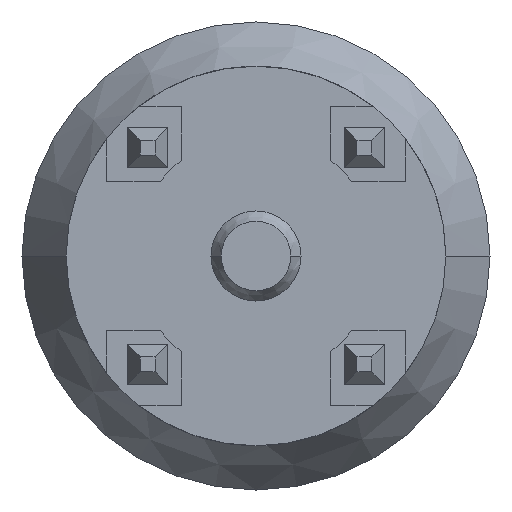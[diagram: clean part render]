
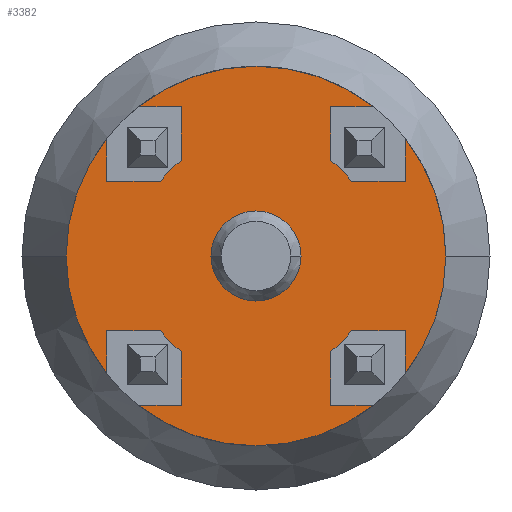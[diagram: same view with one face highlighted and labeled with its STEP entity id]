
A CAD part, left-side view. The second image highlights one B-rep face of the part: STEP entity #3382.
In plain terms, the highlighted planar face has unit normal (-1, 0, 0).
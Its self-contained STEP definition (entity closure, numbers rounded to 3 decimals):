
#32=DIRECTION('',(0.,0.,1.));
#33=VECTOR('',#32,0.998);
#34=CARTESIAN_POINT('',(0.57,3.5,-2.748));
#35=LINE('',#34,#33);
#44=DIRECTION('',(0.,0.,-1.));
#45=VECTOR('',#44,1.257);
#46=CARTESIAN_POINT('',(0.57,-1.75,3.5));
#47=LINE('',#46,#45);
#48=DIRECTION('',(0.,-1.,0.));
#49=VECTOR('',#48,1.257);
#50=CARTESIAN_POINT('',(0.57,-2.243,1.75));
#51=LINE('',#50,#49);
#52=CARTESIAN_POINT('',(0.57,0.,0.));
#53=DIRECTION('',(1.,0.,0.));
#54=DIRECTION('',(0.,-0.787,0.618));
#55=AXIS2_PLACEMENT_3D('',#52,#53,#54);
#57=DIRECTION('',(0.,1.,0.));
#58=VECTOR('',#57,1.257);
#59=CARTESIAN_POINT('',(0.57,-3.5,-1.75));
#60=LINE('',#59,#58);
#61=DIRECTION('',(0.,0.,-1.));
#62=VECTOR('',#61,1.257);
#63=CARTESIAN_POINT('',(0.57,-1.75,-2.243));
#64=LINE('',#63,#62);
#65=CARTESIAN_POINT('',(0.57,0.,0.));
#66=DIRECTION('',(1.,0.,0.));
#67=DIRECTION('',(0.,-0.618,-0.787));
#68=AXIS2_PLACEMENT_3D('',#65,#66,#67);
#70=DIRECTION('',(0.,0.,1.));
#71=VECTOR('',#70,1.257);
#72=CARTESIAN_POINT('',(0.57,1.75,-3.5));
#73=LINE('',#72,#71);
#74=DIRECTION('',(0.,1.,0.));
#75=VECTOR('',#74,1.257);
#76=CARTESIAN_POINT('',(0.57,2.243,-1.75));
#77=LINE('',#76,#75);
#78=CARTESIAN_POINT('',(0.57,0.,0.));
#79=DIRECTION('',(1.,0.,0.));
#80=DIRECTION('',(0.,0.787,-0.618));
#81=AXIS2_PLACEMENT_3D('',#78,#79,#80);
#83=DIRECTION('',(0.,-1.,0.));
#84=VECTOR('',#83,1.257);
#85=CARTESIAN_POINT('',(0.57,3.5,1.75));
#86=LINE('',#85,#84);
#87=DIRECTION('',(0.,0.,1.));
#88=VECTOR('',#87,1.257);
#89=CARTESIAN_POINT('',(0.57,1.75,2.243));
#90=LINE('',#89,#88);
#91=CARTESIAN_POINT('',(0.57,0.,0.));
#92=DIRECTION('',(1.,0.,0.));
#93=DIRECTION('',(0.,0.618,0.787));
#94=AXIS2_PLACEMENT_3D('',#91,#92,#93);
#96=CARTESIAN_POINT('',(0.57,0.,0.));
#97=DIRECTION('',(-1.,0.,0.));
#98=DIRECTION('',(0.,1.,0.));
#99=AXIS2_PLACEMENT_3D('',#96,#97,#98);
#101=CARTESIAN_POINT('',(0.57,0.,0.));
#102=DIRECTION('',(-1.,0.,0.));
#103=DIRECTION('',(0.,-1.,0.));
#104=AXIS2_PLACEMENT_3D('',#101,#102,#103);
#114=DIRECTION('',(0.,-1.,0.));
#115=VECTOR('',#114,0.998);
#116=CARTESIAN_POINT('',(0.57,-1.75,3.5));
#117=LINE('',#116,#115);
#149=DIRECTION('',(0.,0.,-1.));
#150=VECTOR('',#149,0.998);
#151=CARTESIAN_POINT('',(0.57,-3.5,2.748));
#152=LINE('',#151,#150);
#165=CARTESIAN_POINT('',(0.57,0.,0.));
#166=DIRECTION('',(1.,0.,0.));
#167=DIRECTION('',(0.,-0.615,0.788));
#168=AXIS2_PLACEMENT_3D('',#165,#166,#167);
#234=DIRECTION('',(0.,-1.,0.));
#235=VECTOR('',#234,0.998);
#236=CARTESIAN_POINT('',(0.57,2.748,3.5));
#237=LINE('',#236,#235);
#250=CARTESIAN_POINT('',(0.57,0.,0.));
#251=DIRECTION('',(1.,0.,0.));
#252=DIRECTION('',(0.,0.788,0.615));
#253=AXIS2_PLACEMENT_3D('',#250,#251,#252);
#267=DIRECTION('',(0.,0.,1.));
#268=VECTOR('',#267,0.998);
#269=CARTESIAN_POINT('',(0.57,3.5,1.75));
#270=LINE('',#269,#268);
#2405=DIRECTION('',(0.,1.,0.));
#2406=VECTOR('',#2405,0.998);
#2407=CARTESIAN_POINT('',(0.57,1.75,-3.5));
#2408=LINE('',#2407,#2406);
#2413=CARTESIAN_POINT('',(0.57,0.,0.));
#2414=DIRECTION('',(1.,0.,0.));
#2415=DIRECTION('',(0.,0.615,-0.788));
#2416=AXIS2_PLACEMENT_3D('',#2413,#2414,#2415);
#2426=DIRECTION('',(0.,1.,0.));
#2427=VECTOR('',#2426,0.998);
#2428=CARTESIAN_POINT('',(0.57,-2.748,-3.5));
#2429=LINE('',#2428,#2427);
#2442=CARTESIAN_POINT('',(0.57,0.,0.));
#2443=DIRECTION('',(1.,0.,0.));
#2444=DIRECTION('',(0.,-0.788,-0.615));
#2445=AXIS2_PLACEMENT_3D('',#2442,#2443,#2444);
#2459=DIRECTION('',(0.,0.,-1.));
#2460=VECTOR('',#2459,0.998);
#2461=CARTESIAN_POINT('',(0.57,-3.5,-1.75));
#2462=LINE('',#2461,#2460);
#2773=CARTESIAN_POINT('',(0.57,2.748,-3.5));
#2775=VERTEX_POINT('',#2773);
#2777=CARTESIAN_POINT('',(0.57,3.5,-2.748));
#2779=VERTEX_POINT('',#2777);
#2781=CARTESIAN_POINT('',(0.57,-3.5,-2.748));
#2783=VERTEX_POINT('',#2781);
#2785=CARTESIAN_POINT('',(0.57,-2.748,-3.5));
#2787=VERTEX_POINT('',#2785);
#2789=CARTESIAN_POINT('',(0.57,-3.5,2.748));
#2791=VERTEX_POINT('',#2789);
#2793=CARTESIAN_POINT('',(0.57,-2.748,3.5));
#2795=VERTEX_POINT('',#2793);
#2797=CARTESIAN_POINT('',(0.57,3.5,2.748));
#2799=VERTEX_POINT('',#2797);
#2801=CARTESIAN_POINT('',(0.57,2.748,3.5));
#2803=VERTEX_POINT('',#2801);
#2933=CARTESIAN_POINT('',(0.57,-1.75,3.5));
#2934=VERTEX_POINT('',#2933);
#2935=CARTESIAN_POINT('',(0.57,-3.5,1.75));
#2936=VERTEX_POINT('',#2935);
#2937=CARTESIAN_POINT('',(0.57,3.5,1.75));
#2938=VERTEX_POINT('',#2937);
#2939=CARTESIAN_POINT('',(0.57,1.75,3.5));
#2940=VERTEX_POINT('',#2939);
#2941=CARTESIAN_POINT('',(0.57,1.75,-3.5));
#2942=VERTEX_POINT('',#2941);
#2943=CARTESIAN_POINT('',(0.57,3.5,-1.75));
#2944=VERTEX_POINT('',#2943);
#2945=CARTESIAN_POINT('',(0.57,-3.5,-1.75));
#2946=VERTEX_POINT('',#2945);
#2947=CARTESIAN_POINT('',(0.57,-1.75,-3.5));
#2948=VERTEX_POINT('',#2947);
#2949=CARTESIAN_POINT('',(0.57,-1.75,2.243));
#2950=CARTESIAN_POINT('',(0.57,-2.243,1.75));
#2951=VERTEX_POINT('',#2949);
#2952=VERTEX_POINT('',#2950);
#2953=CARTESIAN_POINT('',(0.57,-2.243,-1.75));
#2954=CARTESIAN_POINT('',(0.57,-1.75,-2.243));
#2955=VERTEX_POINT('',#2953);
#2956=VERTEX_POINT('',#2954);
#2957=CARTESIAN_POINT('',(0.57,1.75,-2.243));
#2958=CARTESIAN_POINT('',(0.57,2.243,-1.75));
#2959=VERTEX_POINT('',#2957);
#2960=VERTEX_POINT('',#2958);
#2961=CARTESIAN_POINT('',(0.57,2.243,1.75));
#2962=CARTESIAN_POINT('',(0.57,1.75,2.243));
#2963=VERTEX_POINT('',#2961);
#2964=VERTEX_POINT('',#2962);
#2973=CARTESIAN_POINT('',(0.57,1.055,0.));
#2974=CARTESIAN_POINT('',(0.57,-1.055,0.));
#2975=VERTEX_POINT('',#2973);
#2976=VERTEX_POINT('',#2974);
#3322=CARTESIAN_POINT('',(0.57,-2.065,5.344));
#3323=DIRECTION('',(1.,0.,0.));
#3324=DIRECTION('',(0.,1.,0.));
#3325=AXIS2_PLACEMENT_3D('',#3322,#3323,#3324);
#3326=PLANE('',#3325);
#3328=ORIENTED_EDGE('',*,*,#3327,.T.);
#3330=ORIENTED_EDGE('',*,*,#3329,.T.);
#3332=ORIENTED_EDGE('',*,*,#3331,.T.);
#3334=ORIENTED_EDGE('',*,*,#3333,.F.);
#3336=ORIENTED_EDGE('',*,*,#3335,.T.);
#3338=ORIENTED_EDGE('',*,*,#3337,.F.);
#3340=ORIENTED_EDGE('',*,*,#3339,.T.);
#3342=ORIENTED_EDGE('',*,*,#3341,.T.);
#3344=ORIENTED_EDGE('',*,*,#3343,.T.);
#3346=ORIENTED_EDGE('',*,*,#3345,.F.);
#3348=ORIENTED_EDGE('',*,*,#3347,.T.);
#3350=ORIENTED_EDGE('',*,*,#3349,.F.);
#3352=ORIENTED_EDGE('',*,*,#3351,.T.);
#3354=ORIENTED_EDGE('',*,*,#3353,.T.);
#3356=ORIENTED_EDGE('',*,*,#3355,.T.);
#3357=ORIENTED_EDGE('',*,*,#3312,.F.);
#3359=ORIENTED_EDGE('',*,*,#3358,.T.);
#3361=ORIENTED_EDGE('',*,*,#3360,.F.);
#3363=ORIENTED_EDGE('',*,*,#3362,.T.);
#3365=ORIENTED_EDGE('',*,*,#3364,.T.);
#3367=ORIENTED_EDGE('',*,*,#3366,.T.);
#3369=ORIENTED_EDGE('',*,*,#3368,.F.);
#3371=ORIENTED_EDGE('',*,*,#3370,.T.);
#3373=ORIENTED_EDGE('',*,*,#3372,.F.);
#3374=EDGE_LOOP('',(#3328,#3330,#3332,#3334,#3336,#3338,#3340,#3342,#3344,#3346,
#3348,#3350,#3352,#3354,#3356,#3357,#3359,#3361,#3363,#3365,#3367,#3369,#3371,
#3373));
#3375=FACE_OUTER_BOUND('',#3374,.F.);
#3377=ORIENTED_EDGE('',*,*,#3376,.T.);
#3379=ORIENTED_EDGE('',*,*,#3378,.T.);
#3380=EDGE_LOOP('',(#3377,#3379));
#3381=FACE_BOUND('',#3380,.F.);
#3382=ADVANCED_FACE('',(#3375,#3381),#3326,.F.);
#56=CIRCLE('',#55,4.45);
#69=CIRCLE('',#68,4.45);
#82=CIRCLE('',#81,4.45);
#95=CIRCLE('',#94,4.45);
#100=CIRCLE('',#99,1.055);
#105=CIRCLE('',#104,1.055);
#169=CIRCLE('',#168,2.845);
#254=CIRCLE('',#253,2.845);
#2417=CIRCLE('',#2416,2.845);
#2446=CIRCLE('',#2445,2.845);
#3312=EDGE_CURVE('',#2779,#2944,#35,.T.);
#3327=EDGE_CURVE('',#2934,#2951,#47,.T.);
#3329=EDGE_CURVE('',#2951,#2952,#169,.T.);
#3331=EDGE_CURVE('',#2952,#2936,#51,.T.);
#3333=EDGE_CURVE('',#2791,#2936,#152,.T.);
#3335=EDGE_CURVE('',#2791,#2783,#56,.T.);
#3337=EDGE_CURVE('',#2946,#2783,#2462,.T.);
#3339=EDGE_CURVE('',#2946,#2955,#60,.T.);
#3341=EDGE_CURVE('',#2955,#2956,#2446,.T.);
#3343=EDGE_CURVE('',#2956,#2948,#64,.T.);
#3345=EDGE_CURVE('',#2787,#2948,#2429,.T.);
#3347=EDGE_CURVE('',#2787,#2775,#69,.T.);
#3349=EDGE_CURVE('',#2942,#2775,#2408,.T.);
#3351=EDGE_CURVE('',#2942,#2959,#73,.T.);
#3353=EDGE_CURVE('',#2959,#2960,#2417,.T.);
#3355=EDGE_CURVE('',#2960,#2944,#77,.T.);
#3358=EDGE_CURVE('',#2779,#2799,#82,.T.);
#3360=EDGE_CURVE('',#2938,#2799,#270,.T.);
#3362=EDGE_CURVE('',#2938,#2963,#86,.T.);
#3364=EDGE_CURVE('',#2963,#2964,#254,.T.);
#3366=EDGE_CURVE('',#2964,#2940,#90,.T.);
#3368=EDGE_CURVE('',#2803,#2940,#237,.T.);
#3370=EDGE_CURVE('',#2803,#2795,#95,.T.);
#3372=EDGE_CURVE('',#2934,#2795,#117,.T.);
#3376=EDGE_CURVE('',#2975,#2976,#100,.T.);
#3378=EDGE_CURVE('',#2976,#2975,#105,.T.);
